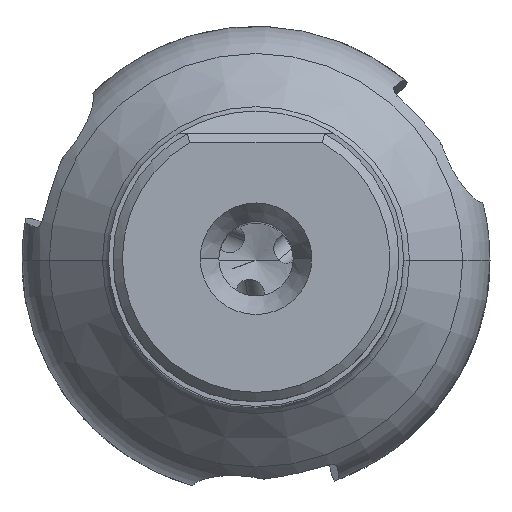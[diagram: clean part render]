
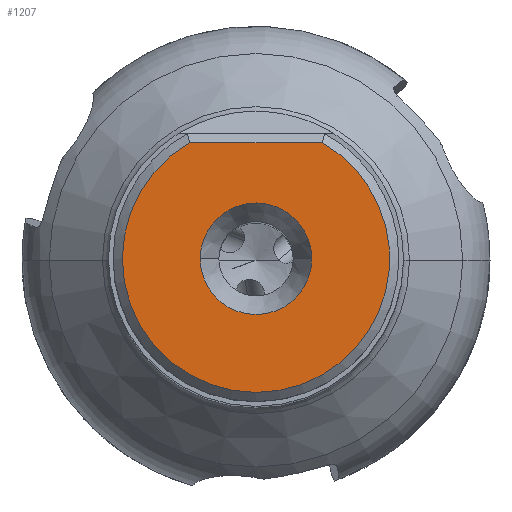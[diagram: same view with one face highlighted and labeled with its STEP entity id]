
A CAD part, top view. The second image highlights one B-rep face of the part: STEP entity #1207.
In plain terms, the highlighted planar face has unit normal (0, 0, 1).
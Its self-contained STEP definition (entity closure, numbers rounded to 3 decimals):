
#113=FACE_BOUND('',#2182,.T.);
#114=FACE_BOUND('',#2183,.T.);
#142=PLANE('',#8619);
#354=LINE('',#11593,#684);
#684=VECTOR('',#9490,1.);
#1207=ADVANCED_FACE('',(#113,#114),#142,.T.);
#2182=EDGE_LOOP('',(#3056,#3057));
#2183=EDGE_LOOP('',(#3058,#3059,#3060,#3061));
#2674=CIRCLE('',#8611,6.);
#2676=CIRCLE('',#8614,6.);
#2677=CIRCLE('',#8616,14.375);
#2678=CIRCLE('',#8617,14.375);
#2679=CIRCLE('',#8618,14.375);
#3056=ORIENTED_EDGE('',*,*,#6531,.T.);
#3057=ORIENTED_EDGE('',*,*,#6534,.T.);
#3058=ORIENTED_EDGE('',*,*,#6535,.T.);
#3059=ORIENTED_EDGE('',*,*,#6536,.T.);
#3060=ORIENTED_EDGE('',*,*,#6537,.F.);
#3061=ORIENTED_EDGE('',*,*,#6538,.T.);
#5678=VERTEX_POINT('',#11580);
#5679=VERTEX_POINT('',#11582);
#5680=VERTEX_POINT('',#11589);
#5681=VERTEX_POINT('',#11590);
#5682=VERTEX_POINT('',#11592);
#5683=VERTEX_POINT('',#11594);
#6531=EDGE_CURVE('',#5679,#5678,#2674,.T.);
#6534=EDGE_CURVE('',#5678,#5679,#2676,.T.);
#6535=EDGE_CURVE('',#5680,#5681,#2677,.T.);
#6536=EDGE_CURVE('',#5681,#5682,#2678,.T.);
#6537=EDGE_CURVE('',#5683,#5682,#354,.T.);
#6538=EDGE_CURVE('',#5683,#5680,#2679,.T.);
#8611=AXIS2_PLACEMENT_3D('',#11581,#9475,#9476);
#8614=AXIS2_PLACEMENT_3D('',#11586,#9482,#9483);
#8616=AXIS2_PLACEMENT_3D('',#11588,#9486,#9487);
#8617=AXIS2_PLACEMENT_3D('',#11591,#9488,#9489);
#8618=AXIS2_PLACEMENT_3D('',#11595,#9491,#9492);
#8619=AXIS2_PLACEMENT_3D('',#11596,#9493,#9494);
#9475=DIRECTION('',(0.,0.,-1.));
#9476=DIRECTION('',(-1.,0.,0.));
#9482=DIRECTION('',(0.,0.,-1.));
#9483=DIRECTION('',(1.,0.,0.));
#9486=DIRECTION('',(0.,0.,1.));
#9487=DIRECTION('',(0.,-1.,0.));
#9488=DIRECTION('',(0.,0.,1.));
#9489=DIRECTION('',(0.496,-0.869,0.));
#9490=DIRECTION('',(1.,0.,0.));
#9491=DIRECTION('',(0.,0.,1.));
#9492=DIRECTION('',(-0.496,0.869,0.));
#9493=DIRECTION('',(0.,0.,1.));
#9494=DIRECTION('',(-1.,0.,0.));
#11580=CARTESIAN_POINT('',(6.,0.,42.863));
#11581=CARTESIAN_POINT('',(0.,0.,42.863));
#11582=CARTESIAN_POINT('',(-6.,0.,42.863));
#11586=CARTESIAN_POINT('',(0.,0.,42.863));
#11588=CARTESIAN_POINT('',(0.,0.,42.863));
#11589=CARTESIAN_POINT('',(0.,-14.375,42.863));
#11590=CARTESIAN_POINT('',(7.125,-12.485,42.863));
#11591=CARTESIAN_POINT('',(0.,0.,42.863));
#11592=CARTESIAN_POINT('',(7.125,12.485,42.863));
#11593=CARTESIAN_POINT('',(-7.125,12.485,42.863));
#11594=CARTESIAN_POINT('',(-7.125,12.485,42.863));
#11595=CARTESIAN_POINT('',(0.,0.,42.863));
#11596=CARTESIAN_POINT('',(0.,0.,42.863));
